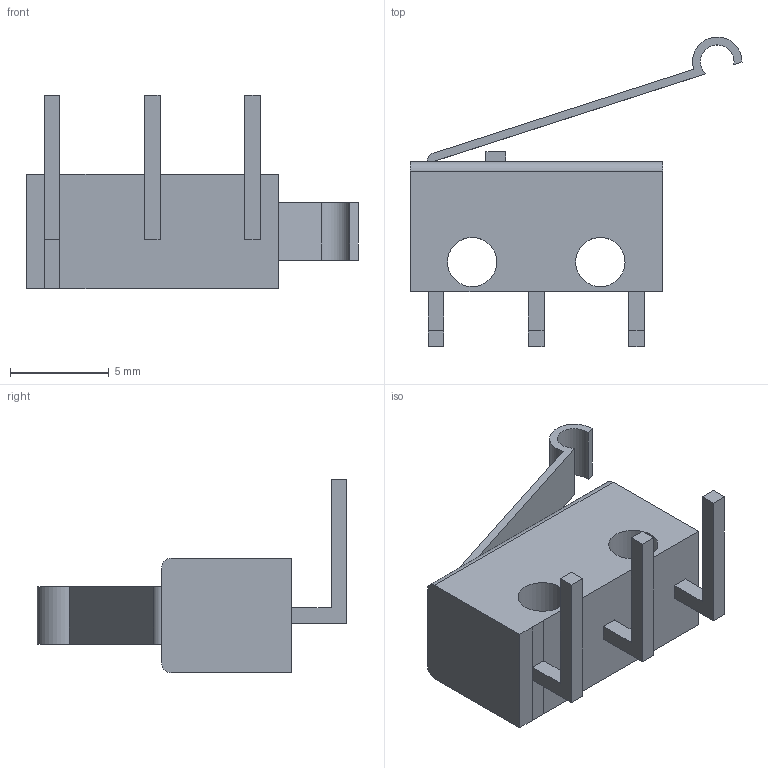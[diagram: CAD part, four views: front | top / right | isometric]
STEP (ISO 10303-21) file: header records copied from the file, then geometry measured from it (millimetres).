
FILE_DESCRIPTION(/* description */ (''),/* implementation_level */ '2;1');
FILE_NAME(/* name */ 'Limit Switch v3.step',/* time_stamp */ '2026-01-22T16:46:15+05:30',/* author */ (''),/* organization */ (''),/* preprocessor_version */ 'ST-DEVELOPER v20.1',/* originating_system */ 'Autodesk Translation Framework v14.24.0.0',/* authorisation */ '');
FILE_SCHEMA (('AUTOMOTIVE_DESIGN { 1 0 10303 214 3 1 1 }'));
Length unit declared in the file: millimetre
Products named in the file (1): Limit Switch
Bounding box: 16.83 x 15.71 x 9.8 mm (x, y, z)
Volume: 472.2 mm3; surface area: 674.7 mm2
Topology: 1 solids, 1 shells, 47 faces, 119 edges, 78 vertices
Faces by surface type: plane 40, cylinder 7
Full cylindrical faces by diameter (mm): 2.5 x2
Entity records: 1483 total; most frequent: CARTESIAN_POINT 245, ORIENTED_EDGE 238, DIRECTION 229, EDGE_CURVE 119, LINE 105, VECTOR 105, VERTEX_POINT 78, AXIS2_PLACEMENT_3D 62
